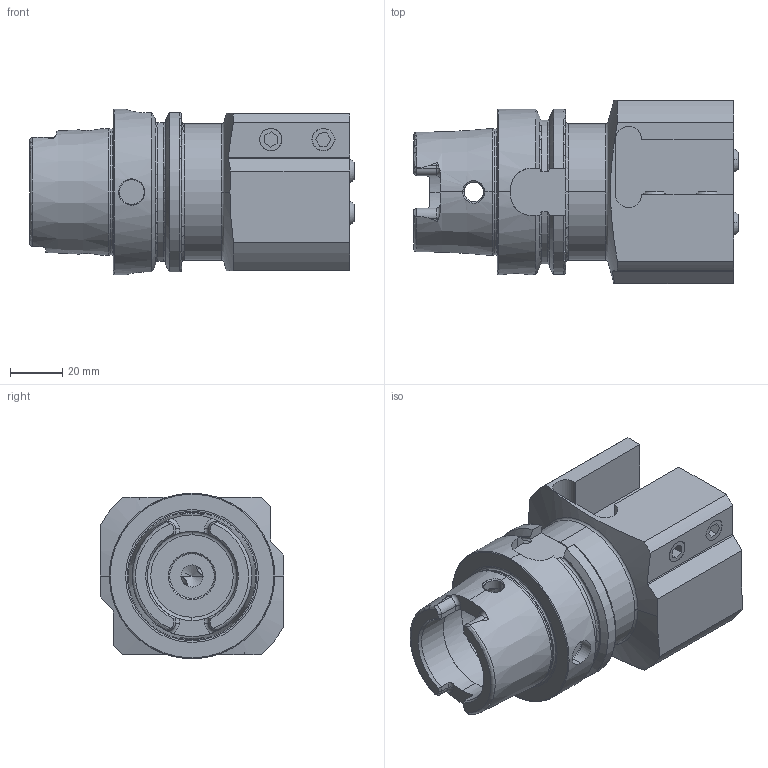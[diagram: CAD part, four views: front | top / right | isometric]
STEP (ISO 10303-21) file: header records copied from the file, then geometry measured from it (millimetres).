
FILE_DESCRIPTION (( 'STEP AP214' ), '1' );
FILE_NAME ('HA6.V20.R21.090.STEP', '2020-09-16T14:40:39', ( '' ), ( '' ), 'SwSTEP 2.0', 'SolidWorks 2017', '' );
FILE_SCHEMA (( 'AUTOMOTIVE_DESIGN' ));
Length unit declared in the file: millimetre
Products named in the file (6): HA6.V20.R21.090; HA6-V20.R21.090_B; KU1-U12.001.010_1; KU1-U12.001.010; ISO 4026 - M10 x 30; KU1-U12.001.010_2
Assembly tree (9 placements, depth 3):
  HA6.V20.R21.090
    HA6-V20.R21.090_B
    ISO 4026 - M10 x 30  x4
    KU1-U12.001.010  x2
      KU1-U12.001.010_1
      KU1-U12.001.010_2
Bounding box: 123.7 x 70 x 63 mm (x, y, z)
Volume: 258658 mm3; surface area: 54861.7 mm2
Topology: 9 solids, 9 shells, 306 faces, 798 edges, 500 vertices
Faces by surface type: plane 103, cylinder 94, cone 64, torus 33, sphere 8, bspline 4
Entity records: 10304 total; most frequent: CARTESIAN_POINT 2790, ORIENTED_EDGE 1280, DIRECTION 1261, EDGE_CURVE 640, AXIS2_PLACEMENT_3D 506, VERTEX_POINT 404, EDGE_LOOP 264, CIRCLE 253
